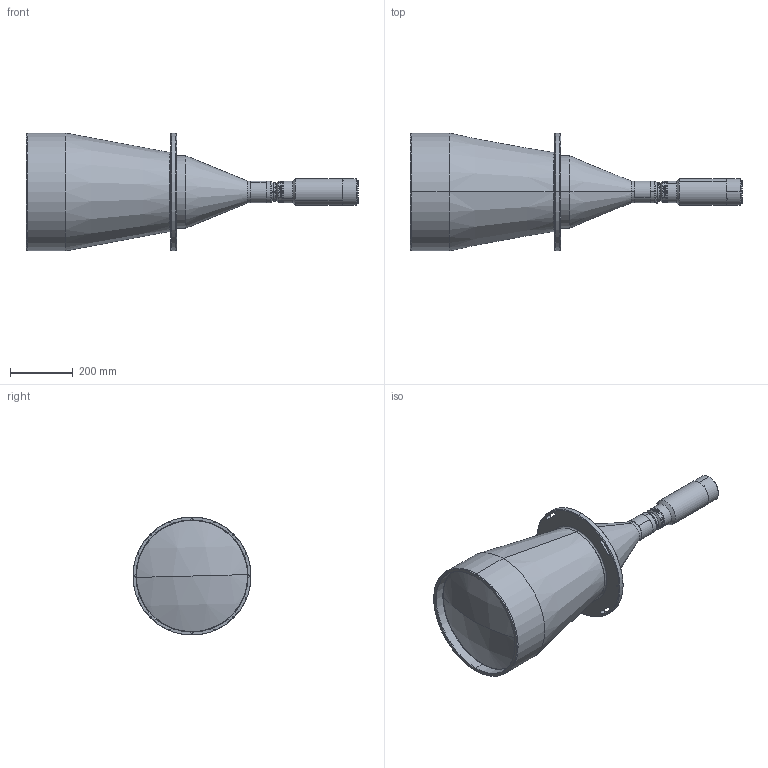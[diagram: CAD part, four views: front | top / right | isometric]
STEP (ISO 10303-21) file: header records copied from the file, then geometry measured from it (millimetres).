
FILE_DESCRIPTION (( 'STEP AP203' ), '1' );
FILE_NAME ('XF-PTL35062-M72-11.48-VI.STEP', '2019-06-14T01:40:26', ( 'puyufan' ), ( '' ), 'SwSTEP 2.0', 'SolidWorks 2014', '' );
FILE_SCHEMA (( 'CONFIG_CONTROL_DESIGN' ));
Length unit declared in the file: millimetre
Products named in the file (1): XF-PTL35062-M72-11.48-VI
Bounding box: 1058.34 x 376 x 376 mm (x, y, z)
Surface area: 1051461.2 mm2 (no closed solid volume)
Topology: 0 solids, 74 shells, 301 faces, 1749 edges, 1482 vertices
Faces by surface type: cylinder 194, plane 49, cone 40, torus 16, sphere 2
Entity records: 24834 total; most frequent: CARTESIAN_POINT 11688, DIRECTION 2692, ORIENTED_EDGE 2251, EDGE_CURVE 1741, VERTEX_POINT 1482, AXIS2_PLACEMENT_3D 1053, CIRCLE 751, VECTOR 586
